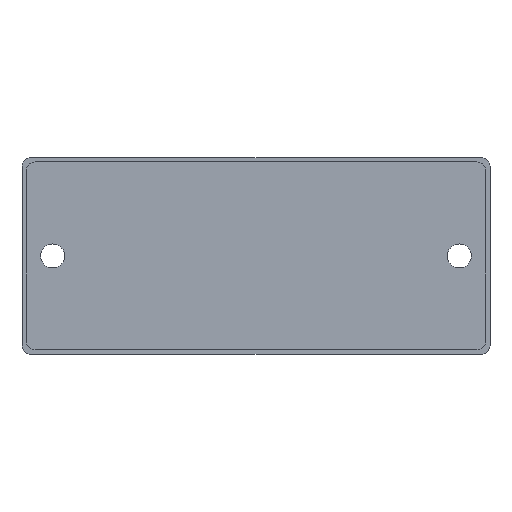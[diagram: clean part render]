
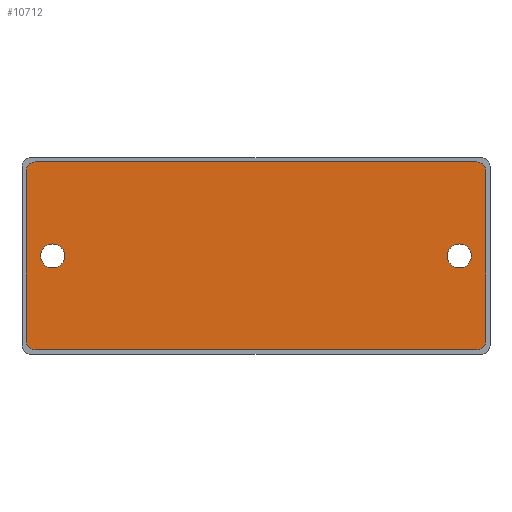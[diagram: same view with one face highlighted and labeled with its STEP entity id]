
A CAD part, top view. The second image highlights one B-rep face of the part: STEP entity #10712.
In plain terms, the highlighted planar face has unit normal (0, 0, 1).
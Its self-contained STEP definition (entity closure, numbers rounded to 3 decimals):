
#262=FACE_BOUND('',#1537,.T.);
#263=FACE_BOUND('',#1538,.T.);
#337=CIRCLE('',#11425,2.75);
#339=CIRCLE('',#11428,2.75);
#350=CIRCLE('',#11447,2.);
#351=CIRCLE('',#11450,2.);
#352=CIRCLE('',#11453,2.);
#353=CIRCLE('',#11456,2.);
#900=FACE_OUTER_BOUND('',#1536,.T.);
#1536=EDGE_LOOP('',(#9563,#9564,#9565,#9566,#9567,#9568,#9569,#9570));
#1537=EDGE_LOOP('',(#9571));
#1538=EDGE_LOOP('',(#9572));
#2869=LINE('',#17220,#4227);
#2872=LINE('',#17228,#4230);
#2875=LINE('',#17236,#4233);
#2878=LINE('',#17243,#4236);
#4227=VECTOR('',#14087,10.);
#4230=VECTOR('',#14096,10.);
#4233=VECTOR('',#14105,10.);
#4236=VECTOR('',#14114,10.);
#5204=VERTEX_POINT('',#17164);
#5206=VERTEX_POINT('',#17170);
#5221=VERTEX_POINT('',#17213);
#5222=VERTEX_POINT('',#17215);
#5223=VERTEX_POINT('',#17219);
#5224=VERTEX_POINT('',#17223);
#5225=VERTEX_POINT('',#17227);
#5226=VERTEX_POINT('',#17231);
#5227=VERTEX_POINT('',#17235);
#5228=VERTEX_POINT('',#17239);
#6641=EDGE_CURVE('',#5204,#5204,#337,.T.);
#6644=EDGE_CURVE('',#5206,#5206,#339,.T.);
#6664=EDGE_CURVE('',#5222,#5221,#350,.T.);
#6666=EDGE_CURVE('',#5223,#5222,#2869,.T.);
#6668=EDGE_CURVE('',#5224,#5223,#351,.T.);
#6670=EDGE_CURVE('',#5225,#5224,#2872,.T.);
#6672=EDGE_CURVE('',#5226,#5225,#352,.T.);
#6674=EDGE_CURVE('',#5227,#5226,#2875,.T.);
#6676=EDGE_CURVE('',#5228,#5227,#353,.T.);
#6678=EDGE_CURVE('',#5221,#5228,#2878,.T.);
#9563=ORIENTED_EDGE('',*,*,#6678,.T.);
#9564=ORIENTED_EDGE('',*,*,#6676,.T.);
#9565=ORIENTED_EDGE('',*,*,#6674,.T.);
#9566=ORIENTED_EDGE('',*,*,#6672,.T.);
#9567=ORIENTED_EDGE('',*,*,#6670,.T.);
#9568=ORIENTED_EDGE('',*,*,#6668,.T.);
#9569=ORIENTED_EDGE('',*,*,#6666,.T.);
#9570=ORIENTED_EDGE('',*,*,#6664,.T.);
#9571=ORIENTED_EDGE('',*,*,#6641,.T.);
#9572=ORIENTED_EDGE('',*,*,#6644,.T.);
#10155=PLANE('',#11458);
#10712=ADVANCED_FACE('',(#900,#262,#263),#10155,.T.);
#11425=AXIS2_PLACEMENT_3D('',#17166,#14028,#14029);
#11428=AXIS2_PLACEMENT_3D('',#17172,#14035,#14036);
#11447=AXIS2_PLACEMENT_3D('',#17216,#14082,#14083);
#11450=AXIS2_PLACEMENT_3D('',#17224,#14091,#14092);
#11453=AXIS2_PLACEMENT_3D('',#17232,#14100,#14101);
#11456=AXIS2_PLACEMENT_3D('',#17240,#14109,#14110);
#11458=AXIS2_PLACEMENT_3D('',#17244,#14115,#14116);
#14028=DIRECTION('center_axis',(0.,0.,-1.));
#14029=DIRECTION('ref_axis',(1.,0.,0.));
#14035=DIRECTION('center_axis',(0.,0.,-1.));
#14036=DIRECTION('ref_axis',(1.,0.,0.));
#14082=DIRECTION('center_axis',(0.,0.,1.));
#14083=DIRECTION('ref_axis',(0.,1.,0.));
#14087=DIRECTION('',(1.,0.,0.));
#14091=DIRECTION('center_axis',(0.,0.,1.));
#14092=DIRECTION('ref_axis',(1.,0.,0.));
#14096=DIRECTION('',(0.,-1.,0.));
#14100=DIRECTION('center_axis',(0.,0.,1.));
#14101=DIRECTION('ref_axis',(0.,-1.,0.));
#14105=DIRECTION('',(-1.,0.,0.));
#14109=DIRECTION('center_axis',(0.,0.,1.));
#14110=DIRECTION('ref_axis',(-1.,0.,0.));
#14114=DIRECTION('',(0.,1.,0.));
#14115=DIRECTION('center_axis',(0.,0.,1.));
#14116=DIRECTION('ref_axis',(1.,0.,0.));
#17164=CARTESIAN_POINT('',(43.75,0.,1.));
#17166=CARTESIAN_POINT('Origin',(46.5,0.,1.));
#17170=CARTESIAN_POINT('',(-49.25,0.,1.));
#17172=CARTESIAN_POINT('Origin',(-46.5,0.,1.));
#17213=CARTESIAN_POINT('',(52.5,-19.5,1.));
#17215=CARTESIAN_POINT('',(50.5,-21.5,1.));
#17216=CARTESIAN_POINT('Origin',(50.5,-19.5,1.));
#17219=CARTESIAN_POINT('',(-50.5,-21.5,1.));
#17220=CARTESIAN_POINT('',(50.5,-21.5,1.));
#17223=CARTESIAN_POINT('',(-52.5,-19.5,1.));
#17224=CARTESIAN_POINT('Origin',(-50.5,-19.5,1.));
#17227=CARTESIAN_POINT('',(-52.5,19.5,1.));
#17228=CARTESIAN_POINT('',(-52.5,-19.5,1.));
#17231=CARTESIAN_POINT('',(-50.5,21.5,1.));
#17232=CARTESIAN_POINT('Origin',(-50.5,19.5,1.));
#17235=CARTESIAN_POINT('',(50.5,21.5,1.));
#17236=CARTESIAN_POINT('',(-50.5,21.5,1.));
#17239=CARTESIAN_POINT('',(52.5,19.5,1.));
#17240=CARTESIAN_POINT('Origin',(50.5,19.5,1.));
#17243=CARTESIAN_POINT('',(52.5,19.5,1.));
#17244=CARTESIAN_POINT('Origin',(0.,0.,
1.));
